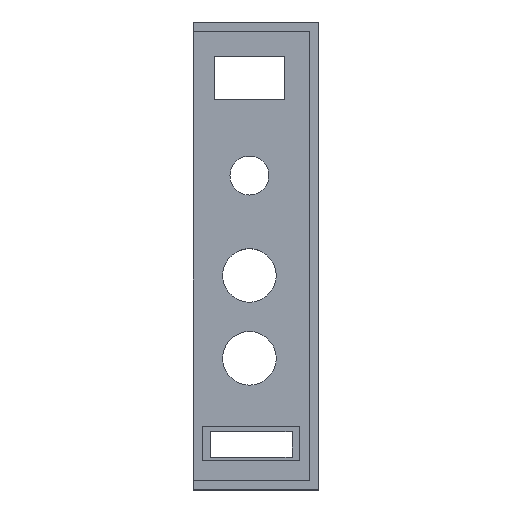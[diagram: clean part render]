
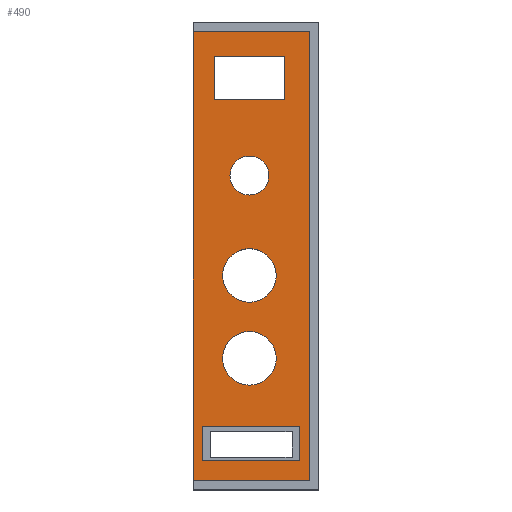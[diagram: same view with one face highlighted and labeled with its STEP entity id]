
A CAD part, top view. The second image highlights one B-rep face of the part: STEP entity #490.
In plain terms, the highlighted planar face has unit normal (0, 0, 1).
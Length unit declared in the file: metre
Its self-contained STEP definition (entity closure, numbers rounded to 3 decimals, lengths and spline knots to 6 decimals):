
#18=CIRCLE('',#533,0.0055);
#19=CIRCLE('',#534,0.0055);
#20=CIRCLE('',#535,0.004);
#44=ORIENTED_EDGE('',*,*,#176,.F.);
#45=ORIENTED_EDGE('',*,*,#177,.F.);
#46=ORIENTED_EDGE('',*,*,#178,.F.);
#47=ORIENTED_EDGE('',*,*,#179,.F.);
#48=ORIENTED_EDGE('',*,*,#180,.F.);
#49=ORIENTED_EDGE('',*,*,#181,.F.);
#50=ORIENTED_EDGE('',*,*,#182,.T.);
#51=ORIENTED_EDGE('',*,*,#183,.F.);
#52=ORIENTED_EDGE('',*,*,#184,.T.);
#53=ORIENTED_EDGE('',*,*,#185,.T.);
#54=ORIENTED_EDGE('',*,*,#186,.F.);
#55=ORIENTED_EDGE('',*,*,#187,.F.);
#56=ORIENTED_EDGE('',*,*,#188,.T.);
#57=ORIENTED_EDGE('',*,*,#189,.T.);
#58=ORIENTED_EDGE('',*,*,#190,.F.);
#176=EDGE_CURVE('',#242,#242,#18,.T.);
#177=EDGE_CURVE('',#243,#243,#19,.T.);
#178=EDGE_CURVE('',#244,#244,#20,.T.);
#179=EDGE_CURVE('',#245,#246,#285,.T.);
#180=EDGE_CURVE('',#247,#245,#286,.T.);
#181=EDGE_CURVE('',#248,#247,#287,.T.);
#182=EDGE_CURVE('',#248,#246,#288,.T.);
#183=EDGE_CURVE('',#249,#250,#289,.T.);
#184=EDGE_CURVE('',#249,#251,#290,.T.);
#185=EDGE_CURVE('',#251,#252,#291,.T.);
#186=EDGE_CURVE('',#250,#252,#292,.T.);
#187=EDGE_CURVE('',#253,#254,#293,.T.);
#188=EDGE_CURVE('',#253,#255,#294,.T.);
#189=EDGE_CURVE('',#255,#256,#295,.T.);
#190=EDGE_CURVE('',#254,#256,#296,.T.);
#242=VERTEX_POINT('',#736);
#243=VERTEX_POINT('',#738);
#244=VERTEX_POINT('',#740);
#245=VERTEX_POINT('',#742);
#246=VERTEX_POINT('',#743);
#247=VERTEX_POINT('',#745);
#248=VERTEX_POINT('',#747);
#249=VERTEX_POINT('',#750);
#250=VERTEX_POINT('',#751);
#251=VERTEX_POINT('',#753);
#252=VERTEX_POINT('',#755);
#253=VERTEX_POINT('',#758);
#254=VERTEX_POINT('',#759);
#255=VERTEX_POINT('',#761);
#256=VERTEX_POINT('',#763);
#285=LINE('',#741,#345);
#286=LINE('',#744,#346);
#287=LINE('',#746,#347);
#288=LINE('',#748,#348);
#289=LINE('',#749,#349);
#290=LINE('',#752,#350);
#291=LINE('',#754,#351);
#292=LINE('',#756,#352);
#293=LINE('',#757,#353);
#294=LINE('',#760,#354);
#295=LINE('',#762,#355);
#296=LINE('',#764,#356);
#345=VECTOR('',#599,1.);
#346=VECTOR('',#600,1.);
#347=VECTOR('',#601,1.);
#348=VECTOR('',#602,1.);
#349=VECTOR('',#603,1.);
#350=VECTOR('',#604,1.);
#351=VECTOR('',#605,1.);
#352=VECTOR('',#606,1.);
#353=VECTOR('',#607,1.);
#354=VECTOR('',#608,1.);
#355=VECTOR('',#609,1.);
#356=VECTOR('',#610,1.);
#393=EDGE_LOOP('',(#44));
#394=EDGE_LOOP('',(#45));
#395=EDGE_LOOP('',(#46));
#396=EDGE_LOOP('',(#47,#48,#49,#50));
#397=EDGE_LOOP('',(#51,#52,#53,#54));
#398=EDGE_LOOP('',(#55,#56,#57,#58));
#433=FACE_BOUND('',#393,.T.);
#434=FACE_BOUND('',#394,.T.);
#435=FACE_BOUND('',#395,.T.);
#436=FACE_BOUND('',#396,.T.);
#437=FACE_BOUND('',#397,.T.);
#438=FACE_BOUND('',#398,.T.);
#467=PLANE('',#532);
#490=ADVANCED_FACE('',(#433,#434,#435,#436,#437,#438),#467,.T.);
#532=AXIS2_PLACEMENT_3D('',#734,#591,#592);
#533=AXIS2_PLACEMENT_3D('',#735,#593,#594);
#534=AXIS2_PLACEMENT_3D('',#737,#595,#596);
#535=AXIS2_PLACEMENT_3D('',#739,#597,#598);
#591=DIRECTION('',(0.,0.,1.));
#592=DIRECTION('',(1.,0.,0.));
#593=DIRECTION('',(0.,0.,1.));
#594=DIRECTION('',(1.,0.,0.));
#595=DIRECTION('',(0.,0.,1.));
#596=DIRECTION('',(1.,0.,0.));
#597=DIRECTION('',(0.,0.,1.));
#598=DIRECTION('',(1.,0.,0.));
#599=DIRECTION('',(0.,-1.,0.));
#600=DIRECTION('',(1.,0.,0.));
#601=DIRECTION('',(0.,1.,0.));
#602=DIRECTION('',(1.,0.,0.));
#603=DIRECTION('',(-1.,0.,0.));
#604=DIRECTION('',(0.,-1.,0.));
#605=DIRECTION('',(-1.,0.,0.));
#606=DIRECTION('',(0.,-1.,0.));
#607=DIRECTION('',(1.,0.,0.));
#608=DIRECTION('',(0.,1.,0.));
#609=DIRECTION('',(1.,0.,0.));
#610=DIRECTION('',(0.,1.,0.));
#734=CARTESIAN_POINT('',(0.0129,0.048,0.004));
#735=CARTESIAN_POINT('',(0.01155,0.044,0.004));
#736=CARTESIAN_POINT('',(0.01705,0.044,0.004));
#737=CARTESIAN_POINT('',(0.01155,0.027,0.004));
#738=CARTESIAN_POINT('',(0.01705,0.027,0.004));
#739=CARTESIAN_POINT('',(0.01155,0.0645,0.004));
#740=CARTESIAN_POINT('',(0.01555,0.0645,0.004));
#741=CARTESIAN_POINT('',(0.0238,0.101497,0.004));
#742=CARTESIAN_POINT('',(0.0238,0.094,0.004));
#743=CARTESIAN_POINT('',(0.0238,0.002,0.004));
#744=CARTESIAN_POINT('',(-0.073697,0.094,0.004));
#745=CARTESIAN_POINT('',(0.,0.094,0.004));
#746=CARTESIAN_POINT('',(0.,0.048,0.004));
#747=CARTESIAN_POINT('',(0.,0.002,0.004));
#748=CARTESIAN_POINT('',(-0.073697,0.002,0.004));
#749=CARTESIAN_POINT('',(0.01155,0.089,0.004));
#750=CARTESIAN_POINT('',(0.0188,0.089,0.004));
#751=CARTESIAN_POINT('',(0.0043,0.089,0.004));
#752=CARTESIAN_POINT('',(0.0188,0.0845,0.004));
#753=CARTESIAN_POINT('',(0.0188,0.08,0.004));
#754=CARTESIAN_POINT('',(0.01155,0.08,0.004));
#755=CARTESIAN_POINT('',(0.0043,0.08,0.004));
#756=CARTESIAN_POINT('',(0.0043,0.0845,0.004));
#757=CARTESIAN_POINT('',(0.0119,0.006,0.004));
#758=CARTESIAN_POINT('',(0.0019,0.006,0.004));
#759=CARTESIAN_POINT('',(0.0219,0.006,0.004));
#760=CARTESIAN_POINT('',(0.0019,0.0095,0.004));
#761=CARTESIAN_POINT('',(0.0019,0.013,0.004));
#762=CARTESIAN_POINT('',(0.0119,0.013,0.004));
#763=CARTESIAN_POINT('',(0.0219,0.013,0.004));
#764=CARTESIAN_POINT('',(0.0219,0.0095,0.004));
